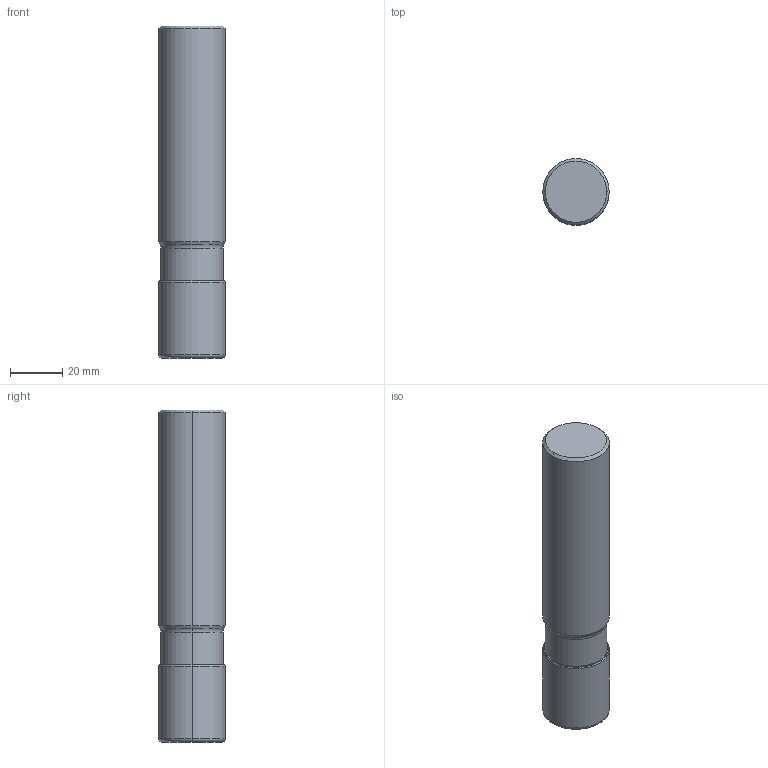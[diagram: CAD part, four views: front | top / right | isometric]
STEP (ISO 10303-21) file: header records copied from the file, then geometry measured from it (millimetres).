
FILE_DESCRIPTION(/* description */ (''),/* implementation_level */ '2;1');
FILE_NAME(/* name */ 'VPX200UR162FA16S1108_IR0_047.stp',/* time_stamp */ '2021-06-22T11:11:45+09:00',/* author */ (''),/* organization */ (''),/* preprocessor_version */ 'ST-DEVELOPER v16',/* originating_system */ 'SIEMENS PLM Software NX 10.0',/* authorisation */ '');
FILE_SCHEMA (('AUTOMOTIVE_DESIGN { 1 0 10303 214 3 1 1 1 }'));
Length unit declared in the file: millimetre
Products named in the file (1): VPX200UR162FA16S1108_IR0_047_ASM
Bounding box: 25.4 x 25.4 x 127 mm (x, y, z)
Volume: 68794.7 mm3; surface area: 15073.1 mm2
Topology: 2 solids, 2 shells, 67 faces, 155 edges, 117 vertices
Faces by surface type: revolution 36, torus 10, cone 10, cylinder 8, plane 3
Entity records: 2773 total; most frequent: CARTESIAN_POINT 1172, DIRECTION 301, ORIENTED_EDGE 264, EDGE_CURVE 132, AXIS2_PLACEMENT_3D 122, B_SPLINE_CURVE_WITH_KNOTS 90, CIRCLE 80, EDGE_LOOP 68
